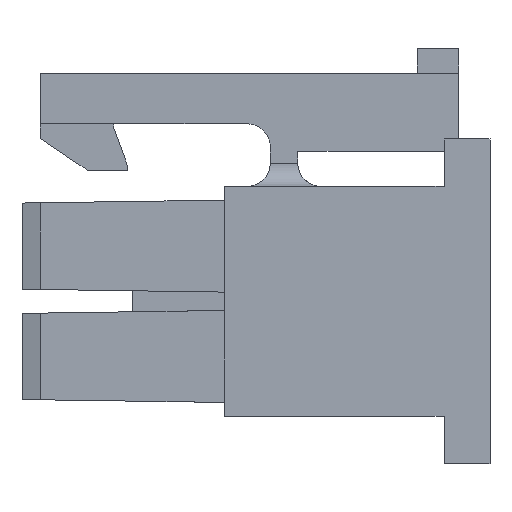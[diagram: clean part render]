
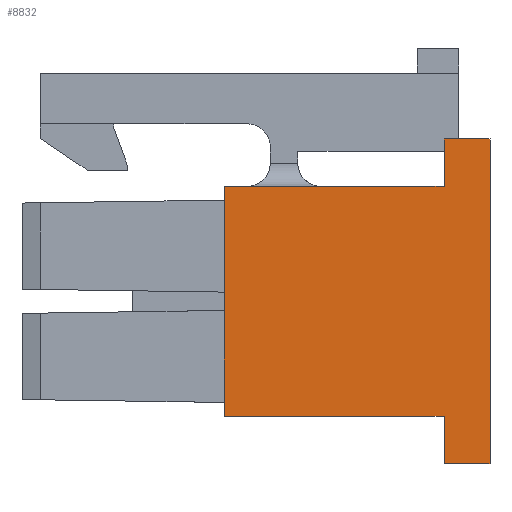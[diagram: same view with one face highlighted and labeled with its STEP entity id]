
A CAD part, left-side view. The second image highlights one B-rep face of the part: STEP entity #8832.
In plain terms, the highlighted planar face has unit normal (-1, 0, 0).
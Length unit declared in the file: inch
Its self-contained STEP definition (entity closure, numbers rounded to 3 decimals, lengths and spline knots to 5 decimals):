
#101 = DIRECTION ( 'NONE',  ( 0., 0., 1. ) ) ;
#264 = VERTEX_POINT ( 'NONE', #8929 ) ;
#267 = EDGE_CURVE ( 'NONE', #1600, #3492, #1961, .T. ) ;
#332 = DIRECTION ( 'NONE',  ( 0., -1., 0. ) ) ;
#714 = VERTEX_POINT ( 'NONE', #3177 ) ;
#834 = CARTESIAN_POINT ( 'NONE',  ( -0.179, 0., -0.1765 ) ) ;
#859 = VECTOR ( 'NONE', #4792, 39.37008 ) ;
#1278 = CARTESIAN_POINT ( 'NONE',  ( -0.179, 0., -0.125 ) ) ;
#1351 = ORIENTED_EDGE ( 'NONE', *, *, #7855, .F. ) ;
#1502 = EDGE_CURVE ( 'NONE', #3110, #6965, #5823, .T. ) ;
#1591 = ORIENTED_EDGE ( 'NONE', *, *, #6640, .T. ) ;
#1600 = VERTEX_POINT ( 'NONE', #7047 ) ;
#1626 = CARTESIAN_POINT ( 'NONE',  ( -0.179, 0.289, 0. ) ) ;
#1851 = CARTESIAN_POINT ( 'NONE',  ( -0.179, 0.05, -0.1765 ) ) ;
#1961 = LINE ( 'NONE', #4940, #4011 ) ;
#1973 = CARTESIAN_POINT ( 'NONE',  ( -0.179, 0.05, 0. ) ) ;
#2053 = DIRECTION ( 'NONE',  ( 0., -1., 0. ) ) ;
#2355 = LINE ( 'NONE', #1626, #5543 ) ;
#2368 = AXIS2_PLACEMENT_3D ( 'NONE', #6972, #4930, #4836 ) ;
#2572 = LINE ( 'NONE', #1278, #5573 ) ;
#2650 = VECTOR ( 'NONE', #4956, 39.37008 ) ;
#2913 = FACE_OUTER_BOUND ( 'NONE', #4156, .T. ) ;
#3110 = VERTEX_POINT ( 'NONE', #8727 ) ;
#3177 = CARTESIAN_POINT ( 'NONE',  ( -0.179, 0.05, -0.1765 ) ) ;
#3223 = VECTOR ( 'NONE', #4637, 39.37008 ) ;
#3427 = LINE ( 'NONE', #1973, #3964 ) ;
#3492 = VERTEX_POINT ( 'NONE', #8294 ) ;
#3567 = ORIENTED_EDGE ( 'NONE', *, *, #6018, .F. ) ;
#3964 = VECTOR ( 'NONE', #7592, 39.37008 ) ;
#4011 = VECTOR ( 'NONE', #2053, 39.37008 ) ;
#4156 = EDGE_LOOP ( 'NONE', ( #1591, #4160, #8702, #8562, #1351, #8413, #3567, #7787 ) ) ;
#4160 = ORIENTED_EDGE ( 'NONE', *, *, #7960, .T. ) ;
#4187 = VERTEX_POINT ( 'NONE', #4883 ) ;
#4190 = CARTESIAN_POINT ( 'NONE',  ( -0.179, 0., 0. ) ) ;
#4215 = EDGE_CURVE ( 'NONE', #3492, #4187, #8243, .T. ) ;
#4637 = DIRECTION ( 'NONE',  ( 0., 0., -1. ) ) ;
#4724 = LINE ( 'NONE', #1851, #3223 ) ;
#4792 = DIRECTION ( 'NONE',  ( 0., 0., -1. ) ) ;
#4836 = DIRECTION ( 'NONE',  ( 0., 0., -1. ) ) ;
#4883 = CARTESIAN_POINT ( 'NONE',  ( -0.179, 0., -0.1765 ) ) ;
#4930 = DIRECTION ( 'NONE',  ( 1., 0., 0. ) ) ;
#4940 = CARTESIAN_POINT ( 'NONE',  ( -0.179, 0., 0.1765 ) ) ;
#4956 = DIRECTION ( 'NONE',  ( 0., -1., 0. ) ) ;
#5367 = DIRECTION ( 'NONE',  ( 0., 1., 0. ) ) ;
#5543 = VECTOR ( 'NONE', #101, 39.37008 ) ;
#5573 = VECTOR ( 'NONE', #5367, 39.37008 ) ;
#5632 = CARTESIAN_POINT ( 'NONE',  ( -0.179, 0.289, -0.125 ) ) ;
#5823 = LINE ( 'NONE', #7230, #6945 ) ;
#5911 = CARTESIAN_POINT ( 'NONE',  ( -0.179, 0.05, 0.125 ) ) ;
#6018 = EDGE_CURVE ( 'NONE', #7940, #3110, #2355, .T. ) ;
#6640 = EDGE_CURVE ( 'NONE', #264, #714, #4724, .T. ) ;
#6945 = VECTOR ( 'NONE', #332, 39.37008 ) ;
#6965 = VERTEX_POINT ( 'NONE', #5911 ) ;
#6972 = CARTESIAN_POINT ( 'NONE',  ( -0.179, 0., 0. ) ) ;
#7047 = CARTESIAN_POINT ( 'NONE',  ( -0.179, 0.05, 0.1765 ) ) ;
#7230 = CARTESIAN_POINT ( 'NONE',  ( -0.179, 0., 0.125 ) ) ;
#7592 = DIRECTION ( 'NONE',  ( 0., 0., 1. ) ) ;
#7787 = ORIENTED_EDGE ( 'NONE', *, *, #7903, .F. ) ;
#7855 = EDGE_CURVE ( 'NONE', #6965, #1600, #3427, .T. ) ;
#7903 = EDGE_CURVE ( 'NONE', #264, #7940, #2572, .T. ) ;
#7940 = VERTEX_POINT ( 'NONE', #5632 ) ;
#7960 = EDGE_CURVE ( 'NONE', #714, #4187, #8360, .T. ) ;
#8243 = LINE ( 'NONE', #4190, #859 ) ;
#8294 = CARTESIAN_POINT ( 'NONE',  ( -0.179, 0., 0.1765 ) ) ;
#8360 = LINE ( 'NONE', #834, #2650 ) ;
#8413 = ORIENTED_EDGE ( 'NONE', *, *, #1502, .F. ) ;
#8427 = PLANE ( 'NONE',  #2368 ) ;
#8562 = ORIENTED_EDGE ( 'NONE', *, *, #267, .F. ) ;
#8702 = ORIENTED_EDGE ( 'NONE', *, *, #4215, .F. ) ;
#8727 = CARTESIAN_POINT ( 'NONE',  ( -0.179, 0.289, 0.125 ) ) ;
#8832 = ADVANCED_FACE ( 'NONE', ( #2913 ), #8427, .F. ) ;
#8929 = CARTESIAN_POINT ( 'NONE',  ( -0.179, 0.05, -0.125 ) ) ;
